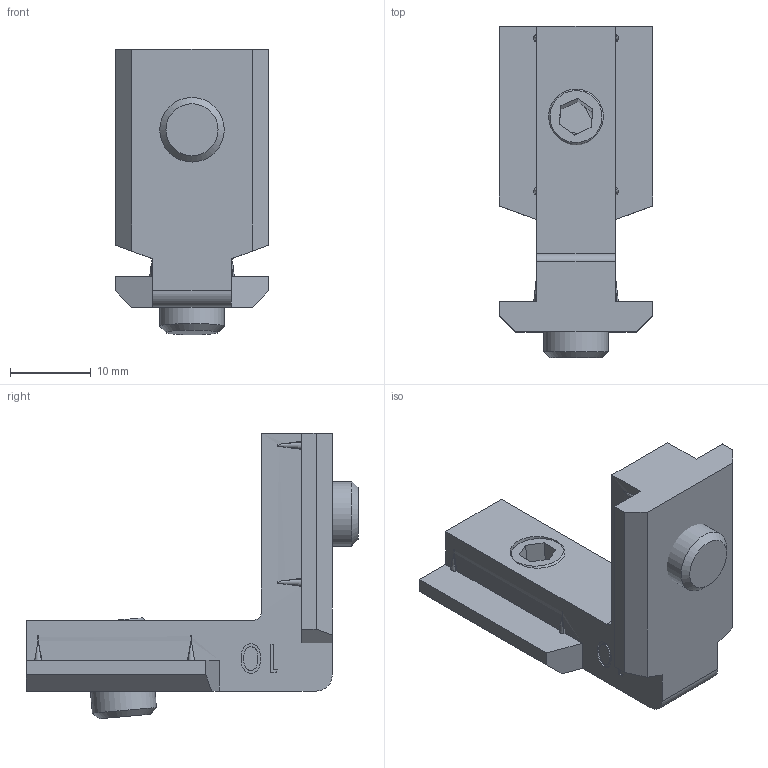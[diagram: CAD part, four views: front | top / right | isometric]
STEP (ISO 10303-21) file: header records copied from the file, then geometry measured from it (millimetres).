
FILE_DESCRIPTION(/* description */ ('STEP AP214'),/* implementation_level */ '2;1');
FILE_NAME(/* name */ '81309_KriTec_Innenwinkel_10_R.stp',/* time_stamp */ '2021-11-08T10:49:10+01:00',/* author */ ('jendrek'),/* organization */ ('Hewlett-Packard Company'),/* preprocessor_version */ 'ST-DEVELOPER v17',/* originating_system */ 'Autodesk Inventor 2018',/* authorisation */ '');
FILE_SCHEMA (('AUTOMOTIVE_DESIGN { 1 0 10303 214 3 1 1 }'));
Length unit declared in the file: millimetre
Products named in the file (3): 81309 KriTec Innenwinkel 10 R; 81309_0; DIN 913 - M8 x 12
Assembly tree (3 placements, depth 2):
  81309 KriTec Innenwinkel 10 R
    81309_0
    DIN 913 - M8 x 12  x2
Bounding box: 19 x 41.2 x 35.44 mm (x, y, z)
Volume: 7160.7 mm3; surface area: 4457.6 mm2
Topology: 3 solids, 3 shells, 98 faces, 271 edges, 168 vertices
Faces by surface type: plane 69, cone 14, bspline 9, cylinder 6
Full cylindrical faces by diameter (mm): 6.8 x2, 8 x2
Entity records: 3495 total; most frequent: CARTESIAN_POINT 1284, ORIENTED_EDGE 462, DIRECTION 397, EDGE_CURVE 231, LINE 173, VECTOR 173, VERTEX_POINT 149, AXIS2_PLACEMENT_3D 112
